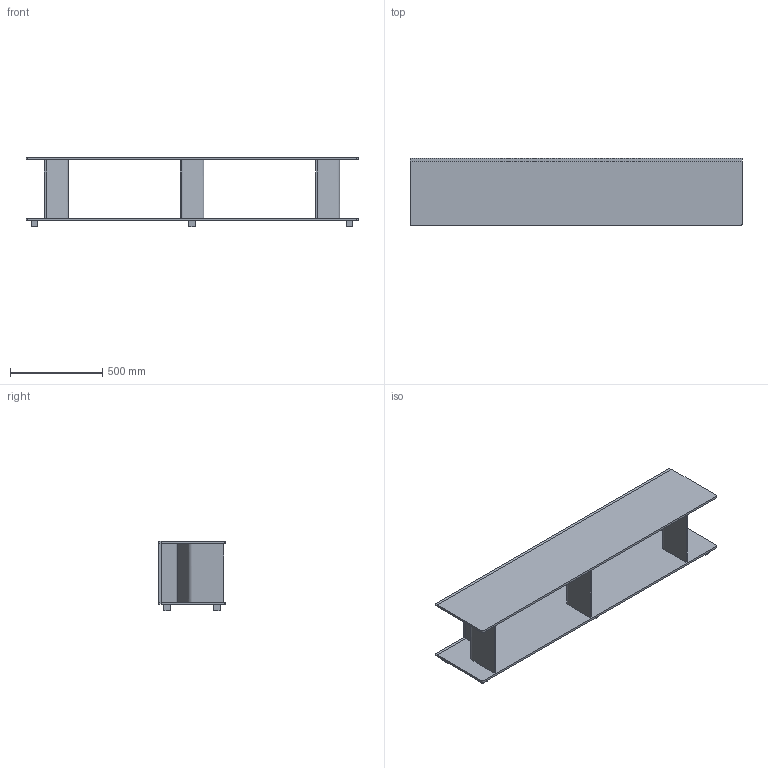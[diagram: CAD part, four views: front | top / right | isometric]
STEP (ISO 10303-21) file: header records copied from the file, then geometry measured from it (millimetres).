
FILE_DESCRIPTION(/* description */ (''),/* implementation_level */ '2;1');
FILE_NAME(/* name */ '8405 - Inori comp. E',/* time_stamp */ '2010-12-14T12:24:59+01:00',/* author */ (''),/* organization */ (''),/* preprocessor_version */ 'ST-DEVELOPER v10',/* originating_system */ '',/* authorisation */ '');
FILE_SCHEMA (('CONFIG_CONTROL_DESIGN'));
Length unit declared in the file: centimetre
Products named in the file (1): 1
Bounding box: 1800 x 365 x 379 mm (x, y, z)
Volume: 19659689.5 mm3; surface area: 3718219.3 mm2
Topology: 16 solids, 16 shells, 109 faces, 231 edges, 154 vertices
Faces by surface type: plane 90, bspline 19
Entity records: 2895 total; most frequent: CARTESIAN_POINT 1162, ORIENTED_EDGE 462, EDGE_CURVE 231, B_SPLINE_CURVE_WITH_KNOTS 167, VERTEX_POINT 154, ADVANCED_FACE 109, FACE_OUTER_BOUND 109, EDGE_LOOP 109
